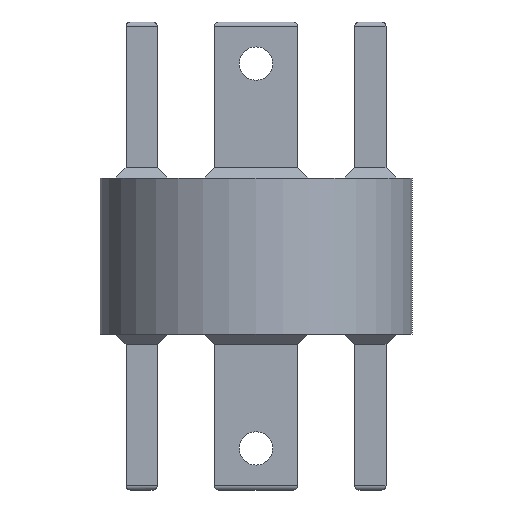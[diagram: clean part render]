
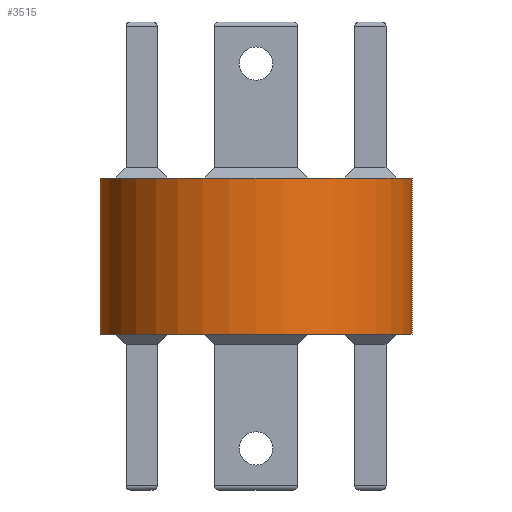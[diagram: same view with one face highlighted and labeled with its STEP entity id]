
A CAD part, front view. The second image highlights one B-rep face of the part: STEP entity #3515.
In plain terms, the highlighted cylindrical face has radius 15 mm (diameter 30 mm), a full revolution.
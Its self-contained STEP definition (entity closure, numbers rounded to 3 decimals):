
#168=CARTESIAN_POINT('',(-15.,0.,14.));
#169=VERTEX_POINT('',#168);
#170=CARTESIAN_POINT('',(15.,0.,14.));
#171=VERTEX_POINT('',#170);
#172=CARTESIAN_POINT('',(0.,0.,14.));
#173=DIRECTION('',(-0.,-0.,1.));
#174=DIRECTION('',(-1.,0.,0.));
#175=AXIS2_PLACEMENT_3D('',#172,#173,#174);
#176=CIRCLE('',#175,15.);
#177=EDGE_CURVE('',#169,#171,#176,.T.);
#179=CARTESIAN_POINT('',(0.,0.,14.));
#180=DIRECTION('',(-0.,-0.,1.));
#181=DIRECTION('',(-1.,0.,0.));
#182=AXIS2_PLACEMENT_3D('',#179,#180,#181);
#183=CIRCLE('',#182,15.);
#184=EDGE_CURVE('',#171,#169,#183,.T.);
#3481=CARTESIAN_POINT('',(0.,0.,0.));
#3482=DIRECTION('',(0.,0.,1.));
#3483=DIRECTION('',(1.,0.,-0.));
#3484=AXIS2_PLACEMENT_3D('',#3481,#3482,#3483);
#3485=CYLINDRICAL_SURFACE('',#3484,15.);
#3486=CARTESIAN_POINT('',(15.,0.,-1.));
#3487=VERTEX_POINT('',#3486);
#3488=CARTESIAN_POINT('',(15.,0.,14.));
#3489=DIRECTION('',(-0.,-0.,-1.));
#3490=VECTOR('',#3489,15.);
#3491=LINE('',#3488,#3490);
#3492=EDGE_CURVE('',#171,#3487,#3491,.T.);
#3493=ORIENTED_EDGE('',*,*,#3492,.T.);
#3494=CARTESIAN_POINT('',(-15.,0.,-1.));
#3495=VERTEX_POINT('',#3494);
#3496=CARTESIAN_POINT('',(0.,0.,-1.));
#3497=DIRECTION('',(-0.,-0.,-1.));
#3498=DIRECTION('',(-1.,0.,0.));
#3499=AXIS2_PLACEMENT_3D('',#3496,#3497,#3498);
#3500=CIRCLE('',#3499,15.);
#3501=EDGE_CURVE('',#3495,#3487,#3500,.T.);
#3502=ORIENTED_EDGE('',*,*,#3501,.F.);
#3503=CARTESIAN_POINT('',(0.,0.,-1.));
#3504=DIRECTION('',(-0.,-0.,-1.));
#3505=DIRECTION('',(-1.,0.,0.));
#3506=AXIS2_PLACEMENT_3D('',#3503,#3504,#3505);
#3507=CIRCLE('',#3506,15.);
#3508=EDGE_CURVE('',#3487,#3495,#3507,.T.);
#3509=ORIENTED_EDGE('',*,*,#3508,.F.);
#3510=ORIENTED_EDGE('',*,*,#3492,.F.);
#3511=ORIENTED_EDGE('',*,*,#177,.F.);
#3512=ORIENTED_EDGE('',*,*,#184,.F.);
#3513=EDGE_LOOP('',(#3493,#3502,#3509,#3510,#3511,#3512));
#3514=FACE_BOUND('',#3513,.T.);
#3515=ADVANCED_FACE('',(#3514),#3485,.T.);
